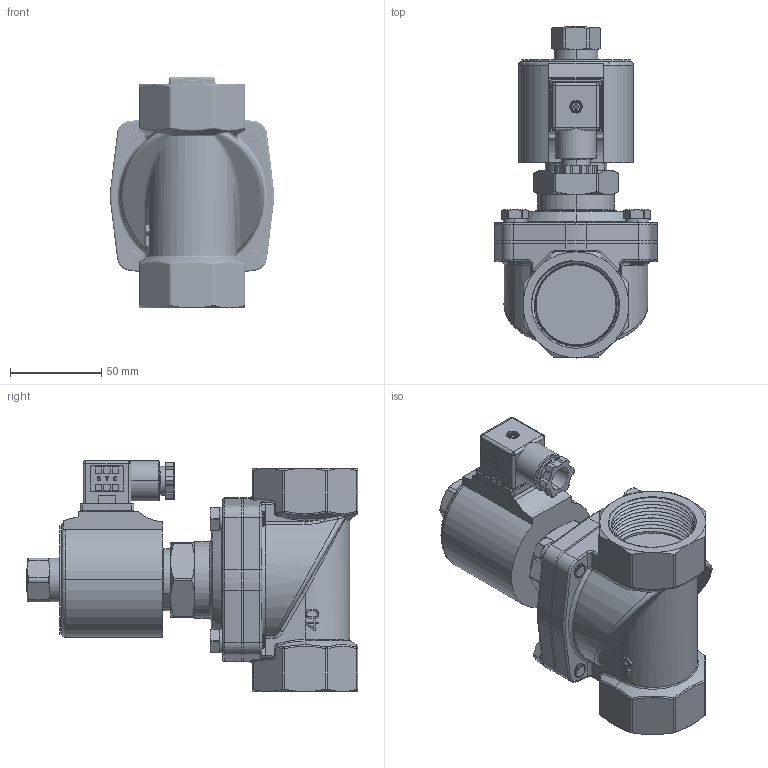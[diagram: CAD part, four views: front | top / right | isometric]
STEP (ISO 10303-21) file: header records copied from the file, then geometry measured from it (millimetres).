
FILE_DESCRIPTION (( 'STEP AP214' ), '1' );
FILE_NAME ('2SO400-1-1-2.STEP', '2018-11-08T19:31:29', ( '' ), ( '' ), 'SwSTEP 2.0', 'SolidWorks 2016', '' );
FILE_SCHEMA (( 'AUTOMOTIVE_DESIGN' ));
Length unit declared in the file: millimetre
Products named in the file (1): 2SO400-1-1-2
Bounding box: 89.92 x 182 x 126.73 mm (x, y, z)
Volume: 670317.2 mm3; surface area: 153427.2 mm2
Topology: 24 solids, 24 shells, 1794 faces, 4882 edges, 3178 vertices
Faces by surface type: cylinder 734, plane 678, bspline 153, cone 152, torus 52, sphere 25
Entity records: 136357 total; most frequent: CARTESIAN_POINT 74855, ORIENTED_EDGE 9740, DIRECTION 7222, EDGE_CURVE 4870, VERTEX_POINT 3178, AXIS2_PLACEMENT_3D 2423, VECTOR 2376, LINE 2376
